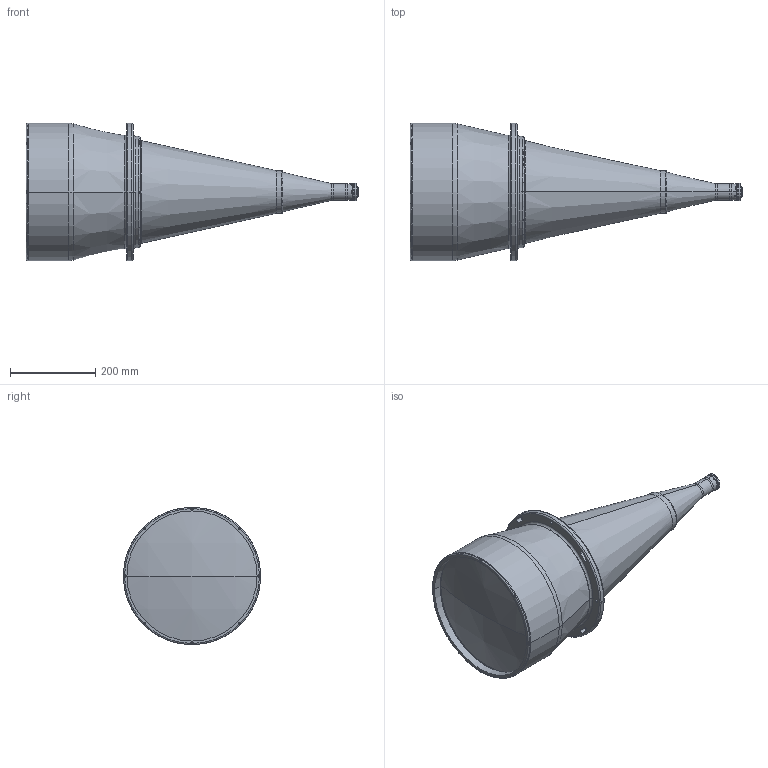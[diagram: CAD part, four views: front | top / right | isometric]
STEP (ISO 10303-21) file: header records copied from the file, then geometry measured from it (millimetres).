
FILE_DESCRIPTION (( 'STEP AP214' ), '1' );
FILE_NAME ('TC23240.STEP', '2016-10-03T12:51:19', ( '' ), ( '' ), 'SwSTEP 2.0', 'SolidWorks 2015', '' );
FILE_SCHEMA (( 'AUTOMOTIVE_DESIGN' ));
Length unit declared in the file: millimetre
Products named in the file (1): TC23240
Bounding box: 778.7 x 322 x 322 mm (x, y, z)
Surface area: 709849.1 mm2 (no closed solid volume)
Topology: 0 solids, 39 shells, 289 faces, 951 edges, 681 vertices
Faces by surface type: cylinder 111, plane 98, torus 53, cone 19, bspline 6, sphere 2
Entity records: 14990 total; most frequent: CARTESIAN_POINT 3272, DIRECTION 1936, ORIENTED_EDGE 1496, EDGE_CURVE 951, AXIS2_PLACEMENT_3D 777, VERTEX_POINT 681, CIRCLE 493, VECTOR 382
